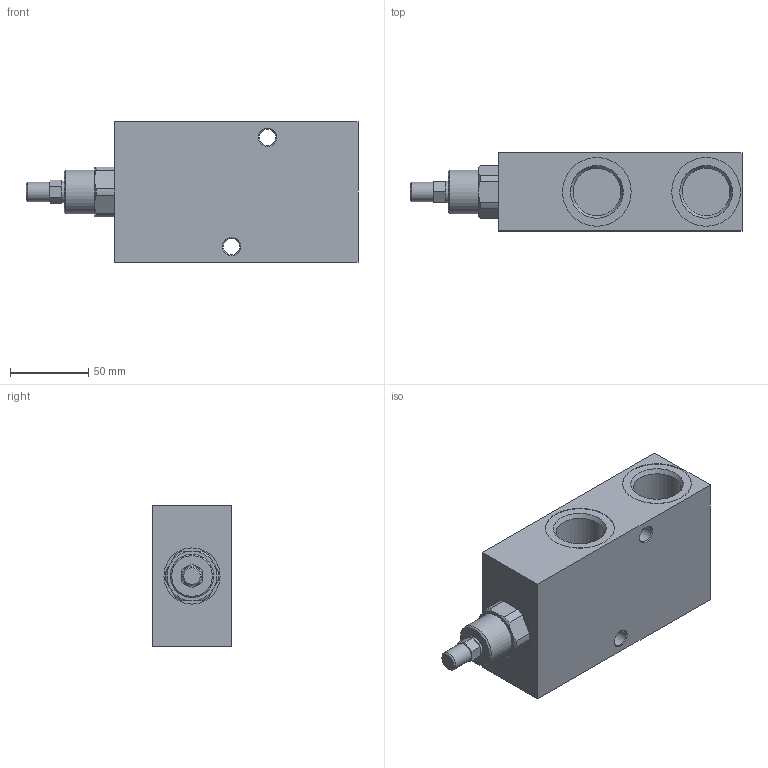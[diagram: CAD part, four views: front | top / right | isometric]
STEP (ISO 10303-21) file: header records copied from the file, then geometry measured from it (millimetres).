
FILE_DESCRIPTION(/* description */ ('Unknown'),/* implementation_level */ '2;1');
FILE_NAME(/* name */ 'V0417',/* time_stamp */ '2024-01-22T12:29:33+01:00',/* author */ ('Unknown'),/* organization */ ('Unknown'),/* preprocessor_version */ 'ST-DEVELOPER v16.7',/* originating_system */ 'DEX',/* authorisation */ $);
FILE_SCHEMA (('AUTOMOTIVE_DESIGN {1 0 10303 214 3 1 1}'));
Length unit declared in the file: millimetre
Products named in the file (1): V0417
Bounding box: 212.7 x 50 x 90 mm (x, y, z)
Volume: 633428.7 mm3; surface area: 70299.9 mm2
Topology: 1 solids, 1 shells, 78 faces, 172 edges, 109 vertices
Faces by surface type: plane 31, cylinder 24, cone 23
Full cylindrical faces by diameter (mm): 10.5 x2, 12.5 x1, 14 x1, 28 x1, 30.5 x8, 36 x1, 44 x4
Entity records: 2523 total; most frequent: CARTESIAN_POINT 429, DIRECTION 314, ORIENTED_EDGE 264, AXIS2_PLACEMENT_3D 139, EDGE_CURVE 132, EDGE_LOOP 124, FACE_BOUND 124, VERTEX_POINT 98
